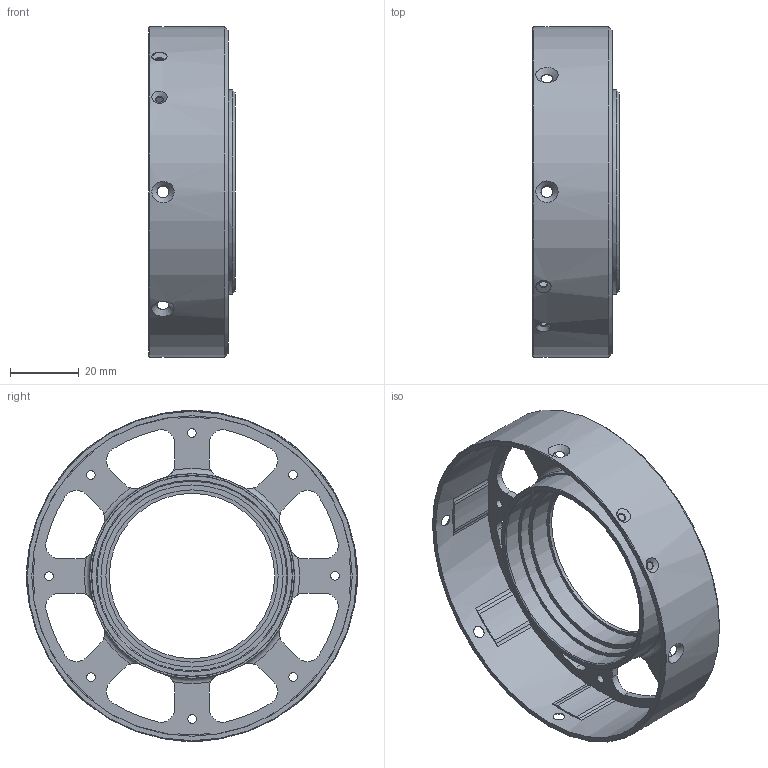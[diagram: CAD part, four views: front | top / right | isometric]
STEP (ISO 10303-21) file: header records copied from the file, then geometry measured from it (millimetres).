
FILE_DESCRIPTION(/* description */ (''),/* implementation_level */ '2;1');
FILE_NAME(/* name */ 'front housing.step',/* time_stamp */ '2019-12-24T18:18:52+09:00',/* author */ (''),/* organization */ (''),/* preprocessor_version */ 'ST-DEVELOPER v18',/* originating_system */ 'Autodesk Translation Framework v8.12.0.6',/* authorisation */ '');
FILE_SCHEMA (('AUTOMOTIVE_DESIGN { 1 0 10303 214 3 1 1 }'));
Length unit declared in the file: millimetre
Products named in the file (1): Front housing
Bounding box: 25.08 x 96 x 96 mm (x, y, z)
Volume: 23399.9 mm3; surface area: 25569.5 mm2
Topology: 1 solids, 1 shells, 147 faces, 464 edges, 315 vertices
Faces by surface type: cylinder 93, plane 32, cone 14, torus 8
Full cylindrical faces by diameter (mm): 2.2 x2, 2.5 x8, 48 x1, 50 x1, 52.869 x1, 55 x1, 58.4 x1, 59.4 x1, 93 x1, 96 x1
Entity records: 6101 total; most frequent: CARTESIAN_POINT 1711, DIRECTION 941, ORIENTED_EDGE 928, EDGE_CURVE 464, AXIS2_PLACEMENT_3D 384, VERTEX_POINT 315, CIRCLE 236, EDGE_LOOP 195
